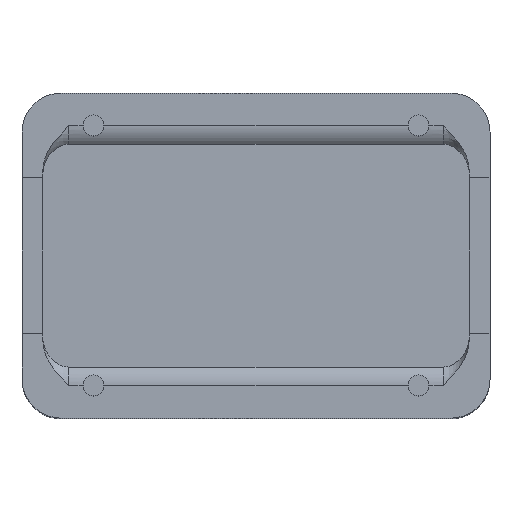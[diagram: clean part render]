
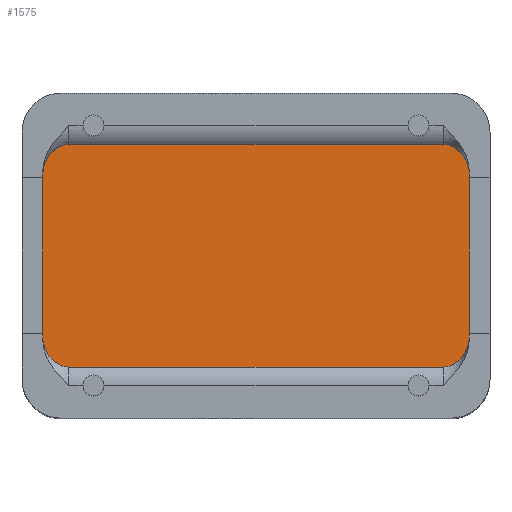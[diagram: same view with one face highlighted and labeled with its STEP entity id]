
A CAD part, top view. The second image highlights one B-rep face of the part: STEP entity #1575.
In plain terms, the highlighted planar face has unit normal (0, 0, 1).
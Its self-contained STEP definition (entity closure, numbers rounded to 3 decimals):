
#174=B_SPLINE_CURVE_WITH_KNOTS('',3,(#2365,#2366,#2367,#2368,#2369,#2370,
#2371,#2372,#2373,#2374),.UNSPECIFIED.,.F.,.F.,(4,2,2,2,4),(0.152,
0.193,0.235,0.276,0.31),
 .UNSPECIFIED.);
#175=B_SPLINE_CURVE_WITH_KNOTS('',3,(#2378,#2379,#2380,#2381,#2382,#2383,
#2384,#2385,#2386,#2387),.UNSPECIFIED.,.F.,.F.,(4,2,2,2,4),(0.31,
0.345,0.385,0.427,0.469),
 .UNSPECIFIED.);
#176=B_SPLINE_CURVE_WITH_KNOTS('',3,(#2391,#2392,#2393,#2394,#2395,#2396,
#2397,#2398,#2399,#2400),.UNSPECIFIED.,.F.,.F.,(4,2,2,2,4),(0.152,
0.193,0.235,0.276,0.31),
 .UNSPECIFIED.);
#177=B_SPLINE_CURVE_WITH_KNOTS('',3,(#2404,#2405,#2406,#2407,#2408,#2409,
#2410,#2411,#2412,#2413),.UNSPECIFIED.,.F.,.F.,(4,2,2,2,4),(0.31,
0.345,0.385,0.427,0.469),
 .UNSPECIFIED.);
#210=FACE_OUTER_BOUND('',#312,.T.);
#312=EDGE_LOOP('',(#1044,#1045,#1046,#1047,#1048,#1049,#1050,#1051));
#434=LINE('',#2376,#546);
#435=LINE('',#2389,#547);
#436=LINE('',#2402,#548);
#437=LINE('',#2414,#549);
#546=VECTOR('',#1887,10.);
#547=VECTOR('',#1888,10.);
#548=VECTOR('',#1889,10.);
#549=VECTOR('',#1890,10.);
#658=VERTEX_POINT('',#2363);
#659=VERTEX_POINT('',#2364);
#660=VERTEX_POINT('',#2375);
#661=VERTEX_POINT('',#2377);
#662=VERTEX_POINT('',#2388);
#663=VERTEX_POINT('',#2390);
#664=VERTEX_POINT('',#2401);
#665=VERTEX_POINT('',#2403);
#806=EDGE_CURVE('',#658,#659,#174,.T.);
#807=EDGE_CURVE('',#660,#658,#434,.T.);
#808=EDGE_CURVE('',#661,#660,#175,.T.);
#809=EDGE_CURVE('',#662,#661,#435,.T.);
#810=EDGE_CURVE('',#663,#662,#176,.T.);
#811=EDGE_CURVE('',#664,#663,#436,.T.);
#812=EDGE_CURVE('',#665,#664,#177,.T.);
#813=EDGE_CURVE('',#659,#665,#437,.T.);
#1044=ORIENTED_EDGE('',*,*,#806,.F.);
#1045=ORIENTED_EDGE('',*,*,#807,.F.);
#1046=ORIENTED_EDGE('',*,*,#808,.F.);
#1047=ORIENTED_EDGE('',*,*,#809,.F.);
#1048=ORIENTED_EDGE('',*,*,#810,.F.);
#1049=ORIENTED_EDGE('',*,*,#811,.F.);
#1050=ORIENTED_EDGE('',*,*,#812,.F.);
#1051=ORIENTED_EDGE('',*,*,#813,.F.);
#1508=PLANE('',#1687);
#1575=ADVANCED_FACE('',(#210),#1508,.T.);
#1687=AXIS2_PLACEMENT_3D('',#2362,#1885,#1886);
#1885=DIRECTION('center_axis',(0.,0.,
1.));
#1886=DIRECTION('ref_axis',(1.,0.,0.));
#1887=DIRECTION('',(0.,-1.,0.));
#1888=DIRECTION('',(1.,0.,0.));
#1889=DIRECTION('',(0.,1.,0.));
#1890=DIRECTION('',(-1.,0.,0.));
#2362=CARTESIAN_POINT('Origin',(0.,0.,17.7));
#2363=CARTESIAN_POINT('',(8.2,-3.127,17.7));
#2364=CARTESIAN_POINT('',(7.2,-4.286,17.7));
#2365=CARTESIAN_POINT('Ctrl Pts',(8.2,-3.127,17.7));
#2366=CARTESIAN_POINT('Ctrl Pts',(8.2,-3.264,17.7));
#2367=CARTESIAN_POINT('Ctrl Pts',(8.169,-3.425,17.7));
#2368=CARTESIAN_POINT('Ctrl Pts',(8.069,-3.685,17.7));
#2369=CARTESIAN_POINT('Ctrl Pts',(7.98,-3.831,17.7));
#2370=CARTESIAN_POINT('Ctrl Pts',(7.797,-4.038,17.7));
#2371=CARTESIAN_POINT('Ctrl Pts',(7.671,-4.139,17.7));
#2372=CARTESIAN_POINT('Ctrl Pts',(7.448,-4.25,17.7));
#2373=CARTESIAN_POINT('Ctrl Pts',(7.315,-4.286,17.7));
#2374=CARTESIAN_POINT('Ctrl Pts',(7.2,-4.286,17.7));
#2375=CARTESIAN_POINT('',(8.2,3.127,17.7));
#2376=CARTESIAN_POINT('',(8.2,3.125,17.7));
#2377=CARTESIAN_POINT('',(7.2,4.286,17.7));
#2378=CARTESIAN_POINT('Ctrl Pts',(7.2,4.286,17.7));
#2379=CARTESIAN_POINT('Ctrl Pts',(7.315,4.286,17.7));
#2380=CARTESIAN_POINT('Ctrl Pts',(7.448,4.25,17.7));
#2381=CARTESIAN_POINT('Ctrl Pts',(7.671,4.139,17.7));
#2382=CARTESIAN_POINT('Ctrl Pts',(7.797,4.038,17.7));
#2383=CARTESIAN_POINT('Ctrl Pts',(7.98,3.831,17.7));
#2384=CARTESIAN_POINT('Ctrl Pts',(8.069,3.685,17.7));
#2385=CARTESIAN_POINT('Ctrl Pts',(8.169,3.425,17.7));
#2386=CARTESIAN_POINT('Ctrl Pts',(8.2,3.264,17.7));
#2387=CARTESIAN_POINT('Ctrl Pts',(8.2,3.127,17.7));
#2388=CARTESIAN_POINT('',(-7.2,4.286,17.7));
#2389=CARTESIAN_POINT('',(4.1,4.286,17.7));
#2390=CARTESIAN_POINT('',(-8.2,3.127,17.7));
#2391=CARTESIAN_POINT('Ctrl Pts',(-8.2,3.127,17.7));
#2392=CARTESIAN_POINT('Ctrl Pts',(-8.2,3.264,17.7));
#2393=CARTESIAN_POINT('Ctrl Pts',(-8.169,3.425,17.7));
#2394=CARTESIAN_POINT('Ctrl Pts',(-8.069,3.685,17.7));
#2395=CARTESIAN_POINT('Ctrl Pts',(-7.98,3.831,17.7));
#2396=CARTESIAN_POINT('Ctrl Pts',(-7.797,4.038,17.7));
#2397=CARTESIAN_POINT('Ctrl Pts',(-7.671,4.139,17.7));
#2398=CARTESIAN_POINT('Ctrl Pts',(-7.448,4.25,17.7));
#2399=CARTESIAN_POINT('Ctrl Pts',(-7.315,4.286,17.7));
#2400=CARTESIAN_POINT('Ctrl Pts',(-7.2,4.286,17.7));
#2401=CARTESIAN_POINT('',(-8.2,-3.127,17.7));
#2402=CARTESIAN_POINT('',(-8.2,-3.125,17.7));
#2403=CARTESIAN_POINT('',(-7.2,-4.286,17.7));
#2404=CARTESIAN_POINT('Ctrl Pts',(-7.2,-4.286,17.7));
#2405=CARTESIAN_POINT('Ctrl Pts',(-7.315,-4.286,17.7));
#2406=CARTESIAN_POINT('Ctrl Pts',(-7.448,-4.25,17.7));
#2407=CARTESIAN_POINT('Ctrl Pts',(-7.671,-4.139,17.7));
#2408=CARTESIAN_POINT('Ctrl Pts',(-7.797,-4.038,17.7));
#2409=CARTESIAN_POINT('Ctrl Pts',(-7.98,-3.831,17.7));
#2410=CARTESIAN_POINT('Ctrl Pts',(-8.069,-3.685,17.7));
#2411=CARTESIAN_POINT('Ctrl Pts',(-8.169,-3.425,17.7));
#2412=CARTESIAN_POINT('Ctrl Pts',(-8.2,-3.264,17.7));
#2413=CARTESIAN_POINT('Ctrl Pts',(-8.2,-3.127,17.7));
#2414=CARTESIAN_POINT('',(-4.1,-4.286,17.7));
